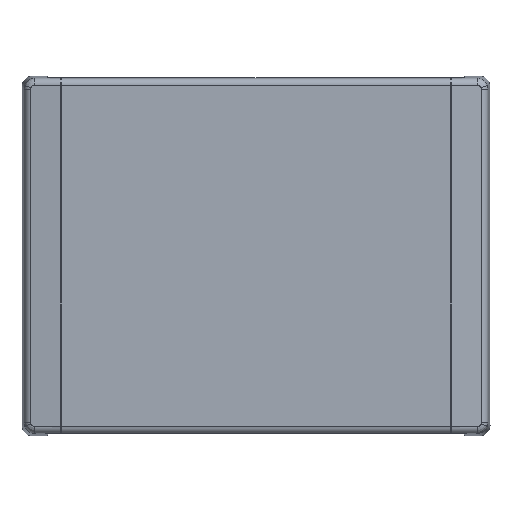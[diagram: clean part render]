
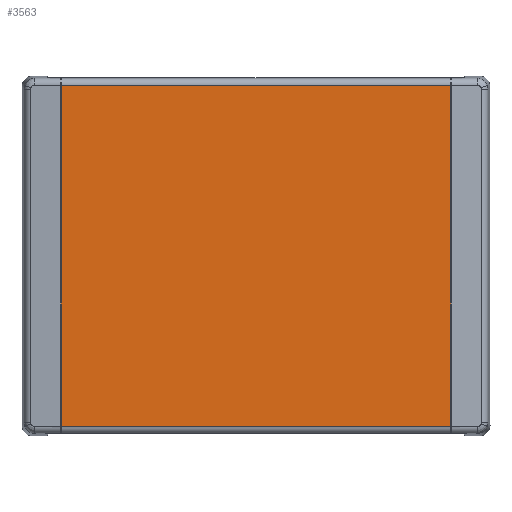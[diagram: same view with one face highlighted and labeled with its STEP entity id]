
A CAD part, top view. The second image highlights one B-rep face of the part: STEP entity #3563.
In plain terms, the highlighted planar face has unit normal (0, 0, 1).
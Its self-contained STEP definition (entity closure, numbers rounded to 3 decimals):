
#52=DIRECTION('',(0.,1.,0.));
#53=VECTOR('',#52,94.632);
#54=CARTESIAN_POINT('',(-54.115,-47.316,15.));
#55=LINE('',#54,#53);
#860=DIRECTION('',(0.,-1.,0.));
#861=VECTOR('',#860,94.632);
#862=CARTESIAN_POINT('',(54.115,47.316,15.));
#863=LINE('',#862,#861);
#878=DIRECTION('',(-1.,0.,0.));
#879=VECTOR('',#878,108.23);
#880=CARTESIAN_POINT('',(54.115,-47.316,15.));
#881=LINE('',#880,#879);
#886=DIRECTION('',(1.,0.,0.));
#887=VECTOR('',#886,108.23);
#888=CARTESIAN_POINT('',(-54.115,47.316,15.));
#889=LINE('',#888,#887);
#1833=CARTESIAN_POINT('',(-54.115,47.316,15.));
#1834=CARTESIAN_POINT('',(54.115,47.316,15.));
#1835=VERTEX_POINT('',#1833);
#1836=VERTEX_POINT('',#1834);
#1837=CARTESIAN_POINT('',(54.115,-47.316,15.));
#1838=VERTEX_POINT('',#1837);
#1839=CARTESIAN_POINT('',(-54.115,-47.316,
15.));
#1840=VERTEX_POINT('',#1839);
#3551=CARTESIAN_POINT('',(0.,0.,15.));
#3552=DIRECTION('',(0.,0.,1.));
#3553=DIRECTION('',(1.,0.,0.));
#3554=AXIS2_PLACEMENT_3D('',#3551,#3552,#3553);
#3555=PLANE('',#3554);
#3557=ORIENTED_EDGE('',*,*,#3556,.T.);
#3558=ORIENTED_EDGE('',*,*,#3518,.T.);
#3559=ORIENTED_EDGE('',*,*,#3544,.T.);
#3560=ORIENTED_EDGE('',*,*,#2081,.T.);
#3561=EDGE_LOOP('',(#3557,#3558,#3559,#3560));
#3562=FACE_OUTER_BOUND('',#3561,.F.);
#3563=ADVANCED_FACE('',(#3562),#3555,.T.);
#2081=EDGE_CURVE('',#1840,#1835,#55,.T.);
#3518=EDGE_CURVE('',#1836,#1838,#863,.T.);
#3544=EDGE_CURVE('',#1838,#1840,#881,.T.);
#3556=EDGE_CURVE('',#1835,#1836,#889,.T.);
